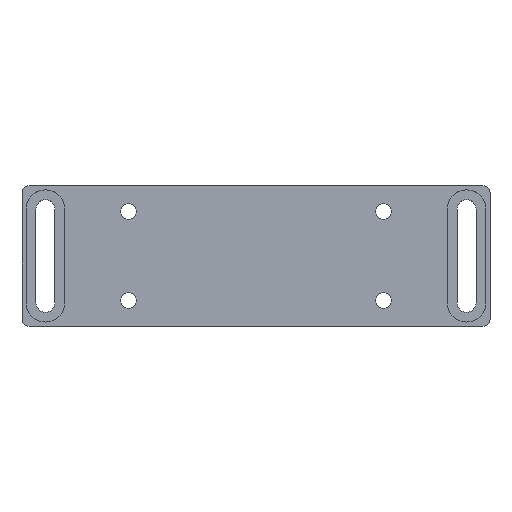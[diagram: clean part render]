
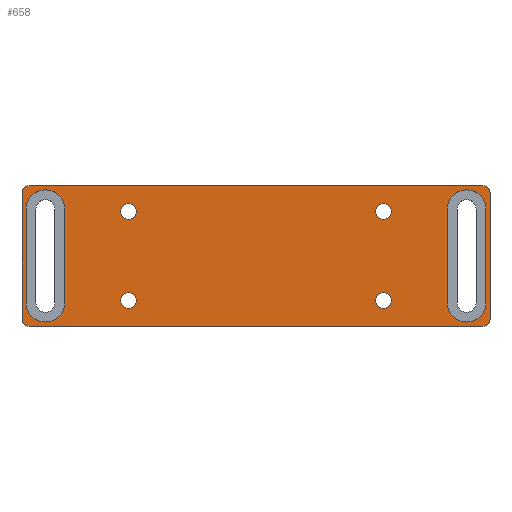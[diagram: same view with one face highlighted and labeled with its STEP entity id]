
A CAD part, top view. The second image highlights one B-rep face of the part: STEP entity #658.
In plain terms, the highlighted planar face has unit normal (0, 0, 1).
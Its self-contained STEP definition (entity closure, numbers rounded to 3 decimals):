
#52=LINE('',#1067,#100);
#53=LINE('',#1072,#101);
#54=LINE('',#1075,#102);
#55=LINE('',#1080,#103);
#56=LINE('',#1084,#104);
#57=LINE('',#1088,#105);
#58=LINE('',#1091,#106);
#59=LINE('',#1096,#107);
#100=VECTOR('',#849,1000.);
#101=VECTOR('',#852,1000.);
#102=VECTOR('',#855,1000.);
#103=VECTOR('',#858,1000.);
#104=VECTOR('',#861,1000.);
#105=VECTOR('',#864,1000.);
#106=VECTOR('',#867,1000.);
#107=VECTOR('',#870,1000.);
#164=ORIENTED_EDGE('',*,*,#340,.F.);
#165=ORIENTED_EDGE('',*,*,#341,.F.);
#166=ORIENTED_EDGE('',*,*,#342,.F.);
#167=ORIENTED_EDGE('',*,*,#343,.F.);
#168=ORIENTED_EDGE('',*,*,#344,.F.);
#169=ORIENTED_EDGE('',*,*,#345,.T.);
#170=ORIENTED_EDGE('',*,*,#346,.T.);
#171=ORIENTED_EDGE('',*,*,#347,.T.);
#172=ORIENTED_EDGE('',*,*,#348,.T.);
#173=ORIENTED_EDGE('',*,*,#349,.T.);
#174=ORIENTED_EDGE('',*,*,#350,.T.);
#175=ORIENTED_EDGE('',*,*,#351,.T.);
#176=ORIENTED_EDGE('',*,*,#352,.T.);
#177=ORIENTED_EDGE('',*,*,#353,.T.);
#178=ORIENTED_EDGE('',*,*,#354,.T.);
#179=ORIENTED_EDGE('',*,*,#355,.T.);
#180=ORIENTED_EDGE('',*,*,#356,.F.);
#181=ORIENTED_EDGE('',*,*,#357,.T.);
#182=ORIENTED_EDGE('',*,*,#358,.T.);
#183=ORIENTED_EDGE('',*,*,#359,.T.);
#340=EDGE_CURVE('',#428,#428,#480,.T.);
#341=EDGE_CURVE('',#429,#429,#481,.T.);
#342=EDGE_CURVE('',#430,#430,#482,.T.);
#343=EDGE_CURVE('',#431,#431,#483,.T.);
#344=EDGE_CURVE('',#432,#433,#52,.T.);
#345=EDGE_CURVE('',#432,#434,#484,.T.);
#346=EDGE_CURVE('',#434,#435,#53,.T.);
#347=EDGE_CURVE('',#435,#433,#485,.T.);
#348=EDGE_CURVE('',#436,#437,#54,.T.);
#349=EDGE_CURVE('',#437,#438,#486,.T.);
#350=EDGE_CURVE('',#438,#439,#55,.T.);
#351=EDGE_CURVE('',#439,#440,#487,.T.);
#352=EDGE_CURVE('',#440,#441,#56,.T.);
#353=EDGE_CURVE('',#441,#442,#488,.T.);
#354=EDGE_CURVE('',#442,#443,#57,.T.);
#355=EDGE_CURVE('',#443,#436,#489,.T.);
#356=EDGE_CURVE('',#444,#445,#58,.T.);
#357=EDGE_CURVE('',#444,#446,#490,.T.);
#358=EDGE_CURVE('',#446,#447,#59,.T.);
#359=EDGE_CURVE('',#447,#445,#491,.T.);
#428=VERTEX_POINT('',#1060);
#429=VERTEX_POINT('',#1062);
#430=VERTEX_POINT('',#1064);
#431=VERTEX_POINT('',#1066);
#432=VERTEX_POINT('',#1068);
#433=VERTEX_POINT('',#1069);
#434=VERTEX_POINT('',#1071);
#435=VERTEX_POINT('',#1073);
#436=VERTEX_POINT('',#1076);
#437=VERTEX_POINT('',#1077);
#438=VERTEX_POINT('',#1079);
#439=VERTEX_POINT('',#1081);
#440=VERTEX_POINT('',#1083);
#441=VERTEX_POINT('',#1085);
#442=VERTEX_POINT('',#1087);
#443=VERTEX_POINT('',#1089);
#444=VERTEX_POINT('',#1092);
#445=VERTEX_POINT('',#1093);
#446=VERTEX_POINT('',#1095);
#447=VERTEX_POINT('',#1097);
#480=CIRCLE('',#728,3.3);
#481=CIRCLE('',#729,3.3);
#482=CIRCLE('',#730,3.3);
#483=CIRCLE('',#731,3.3);
#484=CIRCLE('',#732,8.25);
#485=CIRCLE('',#733,8.25);
#486=CIRCLE('',#734,3.);
#487=CIRCLE('',#735,3.);
#488=CIRCLE('',#736,3.);
#489=CIRCLE('',#737,3.);
#490=CIRCLE('',#738,8.25);
#491=CIRCLE('',#739,8.25);
#513=EDGE_LOOP('',(#164));
#514=EDGE_LOOP('',(#165));
#515=EDGE_LOOP('',(#166));
#516=EDGE_LOOP('',(#167));
#517=EDGE_LOOP('',(#168,#169,#170,#171));
#518=EDGE_LOOP('',(#172,#173,#174,#175,#176,#177,#178,#179));
#519=EDGE_LOOP('',(#180,#181,#182,#183));
#579=FACE_BOUND('',#513,.T.);
#580=FACE_BOUND('',#514,.T.);
#581=FACE_BOUND('',#515,.T.);
#582=FACE_BOUND('',#516,.T.);
#583=FACE_BOUND('',#517,.T.);
#584=FACE_BOUND('',#518,.T.);
#585=FACE_BOUND('',#519,.T.);
#638=PLANE('',#727);
#658=ADVANCED_FACE('',(#579,#580,#581,#582,#583,#584,#585),#638,.T.);
#727=AXIS2_PLACEMENT_3D('',#1058,#839,#840);
#728=AXIS2_PLACEMENT_3D('',#1059,#841,#842);
#729=AXIS2_PLACEMENT_3D('',#1061,#843,#844);
#730=AXIS2_PLACEMENT_3D('',#1063,#845,#846);
#731=AXIS2_PLACEMENT_3D('',#1065,#847,#848);
#732=AXIS2_PLACEMENT_3D('',#1070,#850,#851);
#733=AXIS2_PLACEMENT_3D('',#1074,#853,#854);
#734=AXIS2_PLACEMENT_3D('',#1078,#856,#857);
#735=AXIS2_PLACEMENT_3D('',#1082,#859,#860);
#736=AXIS2_PLACEMENT_3D('',#1086,#862,#863);
#737=AXIS2_PLACEMENT_3D('',#1090,#865,#866);
#738=AXIS2_PLACEMENT_3D('',#1094,#868,#869);
#739=AXIS2_PLACEMENT_3D('',#1098,#871,#872);
#839=DIRECTION('',(0.,0.,1.));
#840=DIRECTION('',(1.,0.,0.));
#841=DIRECTION('',(0.,0.,1.));
#842=DIRECTION('',(1.,0.,0.));
#843=DIRECTION('',(0.,0.,1.));
#844=DIRECTION('',(1.,0.,0.));
#845=DIRECTION('',(0.,0.,1.));
#846=DIRECTION('',(1.,0.,0.));
#847=DIRECTION('',(0.,0.,1.));
#848=DIRECTION('',(1.,0.,0.));
#849=DIRECTION('',(0.,1.,0.));
#850=DIRECTION('',(0.,0.,-1.));
#851=DIRECTION('',(1.,0.,0.));
#852=DIRECTION('',(0.,1.,0.));
#853=DIRECTION('',(0.,0.,-1.));
#854=DIRECTION('',(-1.,0.,0.));
#855=DIRECTION('',(-1.,0.,0.));
#856=DIRECTION('',(0.,0.,1.));
#857=DIRECTION('',(1.,0.,0.));
#858=DIRECTION('',(0.,-1.,0.));
#859=DIRECTION('',(0.,0.,1.));
#860=DIRECTION('',(1.,0.,0.));
#861=DIRECTION('',(1.,0.,0.));
#862=DIRECTION('',(0.,0.,1.));
#863=DIRECTION('',(1.,0.,0.));
#864=DIRECTION('',(0.,1.,0.));
#865=DIRECTION('',(0.,0.,1.));
#866=DIRECTION('',(1.,0.,0.));
#867=DIRECTION('',(0.,-1.,0.));
#868=DIRECTION('',(0.,0.,-1.));
#869=DIRECTION('',(-1.,0.,0.));
#870=DIRECTION('',(0.,-1.,0.));
#871=DIRECTION('',(0.,0.,-1.));
#872=DIRECTION('',(1.,0.,0.));
#1058=CARTESIAN_POINT('',(0.,0.,10.));
#1059=CARTESIAN_POINT('',(154.5,11.,10.));
#1060=CARTESIAN_POINT('',(157.8,11.,10.));
#1061=CARTESIAN_POINT('',(45.5,11.,10.));
#1062=CARTESIAN_POINT('',(48.8,11.,10.));
#1063=CARTESIAN_POINT('',(45.5,49.,10.));
#1064=CARTESIAN_POINT('',(48.8,49.,10.));
#1065=CARTESIAN_POINT('',(154.5,49.,10.));
#1066=CARTESIAN_POINT('',(157.8,49.,10.));
#1067=CARTESIAN_POINT('',(18.25,10.,10.));
#1068=CARTESIAN_POINT('',(18.25,10.,10.));
#1069=CARTESIAN_POINT('',(18.25,50.,10.));
#1070=CARTESIAN_POINT('',(10.,10.,10.));
#1071=CARTESIAN_POINT('',(1.75,10.,10.));
#1072=CARTESIAN_POINT('',(1.75,10.,10.));
#1073=CARTESIAN_POINT('',(1.75,50.,10.));
#1074=CARTESIAN_POINT('',(10.,50.,10.));
#1075=CARTESIAN_POINT('',(200.,60.,10.));
#1076=CARTESIAN_POINT('',(197.,60.,10.));
#1077=CARTESIAN_POINT('',(3.,60.,10.));
#1078=CARTESIAN_POINT('',(3.,57.,10.));
#1079=CARTESIAN_POINT('',(0.,57.,10.));
#1080=CARTESIAN_POINT('',(0.,60.,10.));
#1081=CARTESIAN_POINT('',(0.,3.,10.));
#1082=CARTESIAN_POINT('',(3.,3.,10.));
#1083=CARTESIAN_POINT('',(3.,0.,10.));
#1084=CARTESIAN_POINT('',(0.,0.,10.));
#1085=CARTESIAN_POINT('',(197.,0.,10.));
#1086=CARTESIAN_POINT('',(197.,3.,10.));
#1087=CARTESIAN_POINT('',(200.,3.,10.));
#1088=CARTESIAN_POINT('',(200.,0.,10.));
#1089=CARTESIAN_POINT('',(200.,57.,10.));
#1090=CARTESIAN_POINT('',(197.,57.,10.));
#1091=CARTESIAN_POINT('',(181.75,50.,10.));
#1092=CARTESIAN_POINT('',(181.75,50.,10.));
#1093=CARTESIAN_POINT('',(181.75,10.,10.));
#1094=CARTESIAN_POINT('',(190.,50.,10.));
#1095=CARTESIAN_POINT('',(198.25,50.,10.));
#1096=CARTESIAN_POINT('',(198.25,50.,10.));
#1097=CARTESIAN_POINT('',(198.25,10.,10.));
#1098=CARTESIAN_POINT('',(190.,10.,10.));
